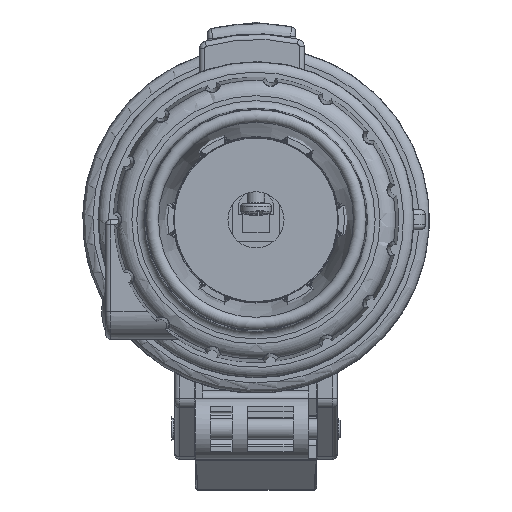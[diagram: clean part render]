
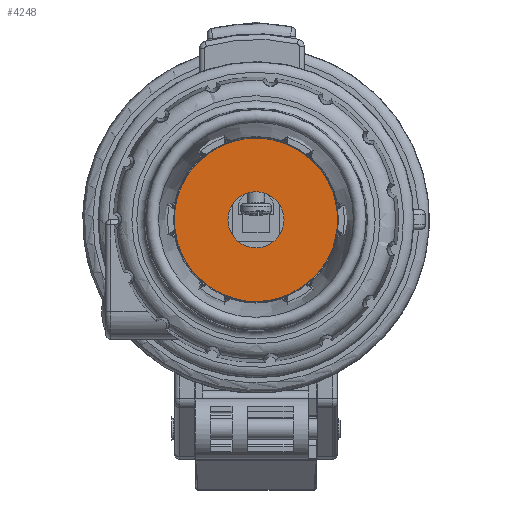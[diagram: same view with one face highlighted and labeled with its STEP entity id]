
A CAD part, front view. The second image highlights one B-rep face of the part: STEP entity #4248.
In plain terms, the highlighted planar face has unit normal (0, -1, 0).
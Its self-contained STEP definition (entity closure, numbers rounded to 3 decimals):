
#1476=PLANE('',#27601);
#2011=FACE_BOUND('',#7362,.T.);
#2012=FACE_BOUND('',#7363,.T.);
#2749=CIRCLE('',#27594,20.45);
#2752=CIRCLE('',#27599,5.5);
#4248=ADVANCED_FACE('',(#2011,#2012),#1476,.T.);
#7362=EDGE_LOOP('',(#15109));
#7363=EDGE_LOOP('',(#15110));
#15109=ORIENTED_EDGE('',*,*,#23508,.T.);
#15110=ORIENTED_EDGE('',*,*,#23511,.F.);
#20368=VERTEX_POINT('',#44666);
#20371=VERTEX_POINT('',#44674);
#23508=EDGE_CURVE('',#20368,#20368,#2749,.T.);
#23511=EDGE_CURVE('',#20371,#20371,#2752,.T.);
#27594=AXIS2_PLACEMENT_3D('',#44665,#32676,#32677);
#27599=AXIS2_PLACEMENT_3D('',#44673,#32686,#32687);
#27601=AXIS2_PLACEMENT_3D('',#44676,#32690,#32691);
#32676=DIRECTION('',(0.,-1.,0.));
#32677=DIRECTION('',(-1.,0.,0.));
#32686=DIRECTION('',(0.,-1.,0.));
#32687=DIRECTION('',(-1.,0.,0.));
#32690=DIRECTION('',(0.,-1.,0.));
#32691=DIRECTION('',(0.,0.,1.));
#44665=CARTESIAN_POINT('',(0.,-79.854,0.));
#44666=CARTESIAN_POINT('',(-20.45,-79.854,0.));
#44673=CARTESIAN_POINT('',(0.,-79.854,0.));
#44674=CARTESIAN_POINT('',(-5.5,-79.854,0.));
#44676=CARTESIAN_POINT('',(-40.9,-79.854,40.9));
